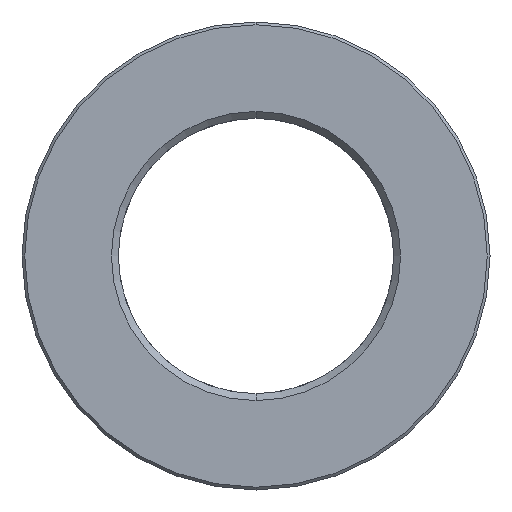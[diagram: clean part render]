
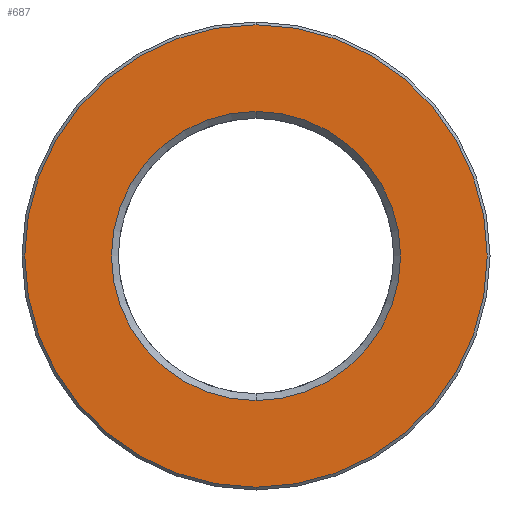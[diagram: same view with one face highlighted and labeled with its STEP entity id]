
A CAD part, front view. The second image highlights one B-rep face of the part: STEP entity #687.
In plain terms, the highlighted planar face has unit normal (0, -1, 0).
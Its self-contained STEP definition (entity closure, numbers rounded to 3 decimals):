
#19 = EDGE_LOOP ( 'NONE', ( #1352, #833 ) ) ;
#31 = DIRECTION ( 'NONE',  ( 0., 0., 1. ) ) ;
#101 = DIRECTION ( 'NONE',  ( 0., 0., 1. ) ) ;
#105 = CIRCLE ( 'NONE', #709, 10.5 ) ;
#112 = CARTESIAN_POINT ( 'NONE',  ( 0., 0., -10.5 ) ) ;
#160 = CARTESIAN_POINT ( 'NONE',  ( 0., 0., 0. ) ) ;
#167 = DIRECTION ( 'NONE',  ( 0., 0., 1. ) ) ;
#184 = AXIS2_PLACEMENT_3D ( 'NONE', #1000, #1020, #101 ) ;
#202 = CIRCLE ( 'NONE', #571, 16.8 ) ;
#206 = CARTESIAN_POINT ( 'NONE',  ( 0., 0., -16.8 ) ) ;
#219 = EDGE_LOOP ( 'NONE', ( #960, #1310 ) ) ;
#317 = CARTESIAN_POINT ( 'NONE',  ( 0., 0., 0. ) ) ;
#331 = CIRCLE ( 'NONE', #1082, 10.5 ) ;
#444 = CARTESIAN_POINT ( 'NONE',  ( 0., 0., 16.8 ) ) ;
#545 = DIRECTION ( 'NONE',  ( 0., 0., 1. ) ) ;
#571 = AXIS2_PLACEMENT_3D ( 'NONE', #317, #1551, #545 ) ;
#609 = DIRECTION ( 'NONE',  ( 0., 0., 1. ) ) ;
#616 = PLANE ( 'NONE',  #184 ) ;
#633 = EDGE_CURVE ( 'NONE', #1364, #1513, #202, .T. ) ;
#641 = CARTESIAN_POINT ( 'NONE',  ( 0., 0., 0. ) ) ;
#687 = ADVANCED_FACE ( 'NONE', ( #1225, #696 ), #616, .F. ) ;
#696 = FACE_BOUND ( 'NONE', #19, .T. ) ;
#709 = AXIS2_PLACEMENT_3D ( 'NONE', #160, #1181, #609 ) ;
#808 = CARTESIAN_POINT ( 'NONE',  ( 0., 0., 10.5 ) ) ;
#833 = ORIENTED_EDGE ( 'NONE', *, *, #1253, .T. ) ;
#874 = CARTESIAN_POINT ( 'NONE',  ( 0., 0., 0. ) ) ;
#960 = ORIENTED_EDGE ( 'NONE', *, *, #1208, .T. ) ;
#1000 = CARTESIAN_POINT ( 'NONE',  ( 10., 0., 0. ) ) ;
#1020 = DIRECTION ( 'NONE',  ( 0., 1., 0. ) ) ;
#1082 = AXIS2_PLACEMENT_3D ( 'NONE', #874, #1580, #31 ) ;
#1086 = VERTEX_POINT ( 'NONE', #112 ) ;
#1097 = CIRCLE ( 'NONE', #1460, 16.8 ) ;
#1116 = VERTEX_POINT ( 'NONE', #808 ) ;
#1181 = DIRECTION ( 'NONE',  ( 0., 1., 0. ) ) ;
#1208 = EDGE_CURVE ( 'NONE', #1513, #1364, #1097, .T. ) ;
#1225 = FACE_OUTER_BOUND ( 'NONE', #219, .T. ) ;
#1253 = EDGE_CURVE ( 'NONE', #1116, #1086, #105, .T. ) ;
#1310 = ORIENTED_EDGE ( 'NONE', *, *, #633, .T. ) ;
#1352 = ORIENTED_EDGE ( 'NONE', *, *, #1576, .T. ) ;
#1361 = DIRECTION ( 'NONE',  ( 0., -1., 0. ) ) ;
#1364 = VERTEX_POINT ( 'NONE', #206 ) ;
#1460 = AXIS2_PLACEMENT_3D ( 'NONE', #641, #1361, #167 ) ;
#1513 = VERTEX_POINT ( 'NONE', #444 ) ;
#1551 = DIRECTION ( 'NONE',  ( 0., -1., 0. ) ) ;
#1576 = EDGE_CURVE ( 'NONE', #1086, #1116, #331, .T. ) ;
#1580 = DIRECTION ( 'NONE',  ( 0., 1., 0. ) ) ;
